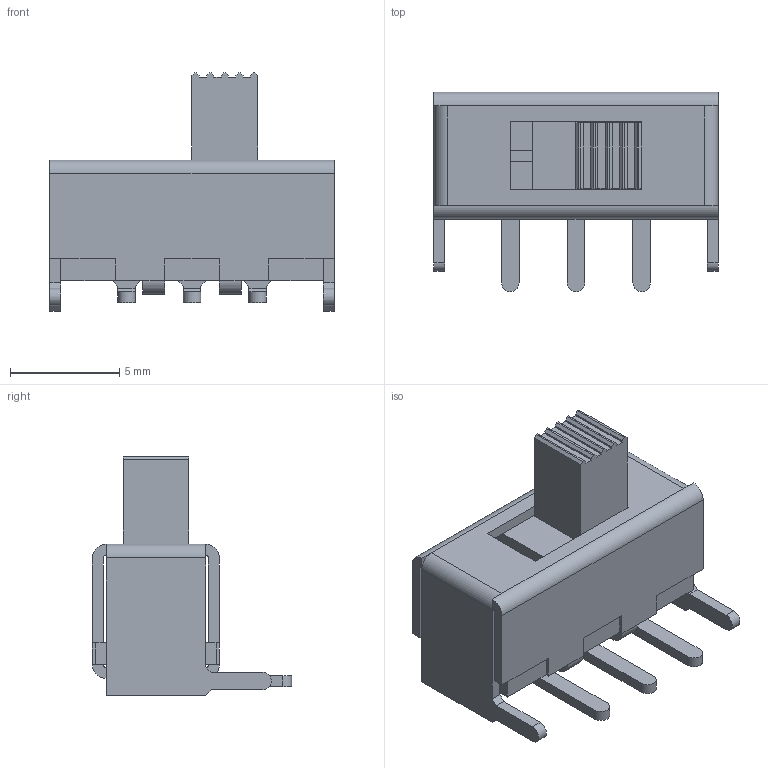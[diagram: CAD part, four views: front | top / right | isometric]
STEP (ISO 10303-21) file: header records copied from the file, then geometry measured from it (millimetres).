
FILE_DESCRIPTION(/* description */ ('STEP AP242','CAx-IF Rec.Pracs.---Representation and Presentation of Product Manufacturing Information (PMI)---4.0---2014-10-13','CAx-IF Rec.Pracs.---3D Tessellated Geometry---0.4---2014-09-14','2;1'),/* implementation_level */ '2;1');
FILE_NAME(/* name */ '65383db1d6a9f41deeb5895f',/* time_stamp */ '2023-10-24T21:57:05Z',/* author */ (''),/* organization */ (''),/* preprocessor_version */ 'ST-DEVELOPER v19.4',/* originating_system */ ' ',/* authorisation */ ' ');
FILE_SCHEMA (('AP242_MANAGED_MODEL_BASED_3D_ENGINEERING_MIM_LF { 1 0 10303 442 1 1 4 }'));
Length unit declared in the file: metre
Products named in the file (7): DEALON SS-12F23-G4; SLIDE SWITCH SS12F23 CAPA_Valor predeterminado; SLIDE SWITCH SS12F23 LATERAL_Valor predeterminado; SLIDE SWITCH SS12F23 Contato_Valor predeterminado; SLIDE SWITCH SS12F23 ATUADOR_Valor predeterminado; SLIDE SWITCH SS12F23 PCB_Valor predeterminado; SLIDE SWITCH SS12F23 CENTRAL_Valor predeterminado
Assembly tree (7 placements, depth 2):
  DEALON SS-12F23-G4
    SLIDE SWITCH SS12F23 CAPA_Valor predeterminado
    SLIDE SWITCH SS12F23 LATERAL_Valor predeterminado  x2
    SLIDE SWITCH SS12F23 Contato_Valor predeterminado
    SLIDE SWITCH SS12F23 ATUADOR_Valor predeterminado
    SLIDE SWITCH SS12F23 PCB_Valor predeterminado
    SLIDE SWITCH SS12F23 CENTRAL_Valor predeterminado
Bounding box: 13 x 9.1 x 10.9 mm (x, y, z)
Volume: 316.6 mm3; surface area: 1084.8 mm2
Topology: 7 solids, 7 shells, 238 faces, 647 edges, 424 vertices
Faces by surface type: plane 201, cylinder 37
Full cylindrical faces by diameter (mm): 1.5 x1
Entity records: 7091 total; most frequent: CARTESIAN_POINT 1228, ORIENTED_EDGE 1206, DIRECTION 1136, EDGE_CURVE 603, LINE 530, VECTOR 530, VERTEX_POINT 395, AXIS2_PLACEMENT_3D 303
